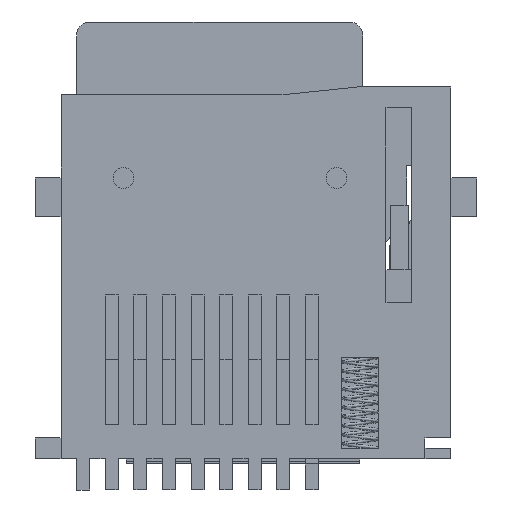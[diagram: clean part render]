
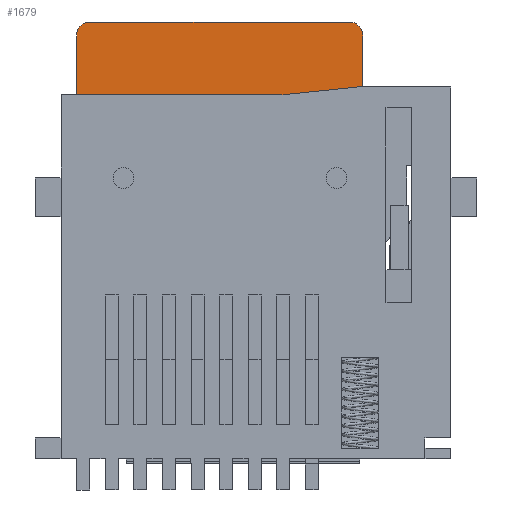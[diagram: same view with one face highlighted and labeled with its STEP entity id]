
A CAD part, front view. The second image highlights one B-rep face of the part: STEP entity #1679.
In plain terms, the highlighted planar face has unit normal (0, -1, 0).
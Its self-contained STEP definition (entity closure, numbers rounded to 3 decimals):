
#469 = PLANE ( 'NONE',  #2641 ) ;
#672 = CARTESIAN_POINT ( 'NONE',  ( -6.9, 1., 0.25 ) ) ;
#1120 = CARTESIAN_POINT ( 'NONE',  ( 3.6, 1., 9.75 ) ) ;
#1541 = VERTEX_POINT ( 'NONE', #8129 ) ;
#1679 = ADVANCED_FACE ( 'NONE', ( #14458 ), #469, .F. ) ;
#1815 = VERTEX_POINT ( 'NONE', #5738 ) ;
#2058 = ORIENTED_EDGE ( 'NONE', *, *, #12598, .T. ) ;
#2274 = DIRECTION ( 'NONE',  ( 0., -1., 0. ) ) ;
#2641 = AXIS2_PLACEMENT_3D ( 'NONE', #5119, #8493, #2886 ) ;
#2886 = DIRECTION ( 'NONE',  ( 0., 0., 1. ) ) ;
#2998 = LINE ( 'NONE', #11437, #4789 ) ;
#3305 = ORIENTED_EDGE ( 'NONE', *, *, #8944, .F. ) ;
#3424 = CARTESIAN_POINT ( 'NONE',  ( -6.9, 1., 0.25 ) ) ;
#3519 = CARTESIAN_POINT ( 'NONE',  ( -6.9, 1., 0.25 ) ) ;
#3536 = EDGE_CURVE ( 'NONE', #4899, #1815, #4748, .T. ) ;
#3630 = DIRECTION ( 'NONE',  ( 0., 0., 1. ) ) ;
#4176 = LINE ( 'NONE', #7862, #5202 ) ;
#4320 = LINE ( 'NONE', #672, #11133 ) ;
#4486 = DIRECTION ( 'NONE',  ( 0., 0., -1. ) ) ;
#4581 = ORIENTED_EDGE ( 'NONE', *, *, #7509, .F. ) ;
#4748 = LINE ( 'NONE', #3519, #13443 ) ;
#4789 = VECTOR ( 'NONE', #9058, 1000. ) ;
#4899 = VERTEX_POINT ( 'NONE', #3424 ) ;
#5119 = CARTESIAN_POINT ( 'NONE',  ( -6.9, 1., 9.75 ) ) ;
#5202 = VECTOR ( 'NONE', #14828, 1000. ) ;
#5315 = EDGE_CURVE ( 'NONE', #6258, #5764, #4176, .T. ) ;
#5439 = EDGE_CURVE ( 'NONE', #9559, #5764, #6928, .T. ) ;
#5738 = CARTESIAN_POINT ( 'NONE',  ( 4.1, 1., 0.25 ) ) ;
#5764 = VERTEX_POINT ( 'NONE', #1120 ) ;
#6035 = CARTESIAN_POINT ( 'NONE',  ( 4.1, 1., 9.25 ) ) ;
#6258 = VERTEX_POINT ( 'NONE', #11512 ) ;
#6420 = VECTOR ( 'NONE', #4486, 1000. ) ;
#6928 = CIRCLE ( 'NONE', #7170, 0.5 ) ;
#7106 = CARTESIAN_POINT ( 'NONE',  ( 3.6, 1., 9.25 ) ) ;
#7170 = AXIS2_PLACEMENT_3D ( 'NONE', #7106, #2274, #3630 ) ;
#7509 = EDGE_CURVE ( 'NONE', #4899, #13542, #4320, .T. ) ;
#7862 = CARTESIAN_POINT ( 'NONE',  ( -6.9, 1., 9.75 ) ) ;
#8046 = DIRECTION ( 'NONE',  ( 0., 0., 1. ) ) ;
#8129 = CARTESIAN_POINT ( 'NONE',  ( -6.9, 1., 9.25 ) ) ;
#8493 = DIRECTION ( 'NONE',  ( 0., 1., 0. ) ) ;
#8863 = DIRECTION ( 'NONE',  ( 0., 0., 1. ) ) ;
#8944 = EDGE_CURVE ( 'NONE', #9559, #1815, #2998, .T. ) ;
#9039 = ORIENTED_EDGE ( 'NONE', *, *, #10683, .T. ) ;
#9058 = DIRECTION ( 'NONE',  ( 0., 0., -1. ) ) ;
#9177 = LINE ( 'NONE', #10181, #6420 ) ;
#9274 = DIRECTION ( 'NONE',  ( 0., -1., 0. ) ) ;
#9559 = VERTEX_POINT ( 'NONE', #6035 ) ;
#9830 = ORIENTED_EDGE ( 'NONE', *, *, #5315, .F. ) ;
#10181 = CARTESIAN_POINT ( 'NONE',  ( -6.9, 1., 9.75 ) ) ;
#10418 = AXIS2_PLACEMENT_3D ( 'NONE', #13935, #9274, #8046 ) ;
#10443 = ORIENTED_EDGE ( 'NONE', *, *, #3536, .T. ) ;
#10683 = EDGE_CURVE ( 'NONE', #1541, #13542, #9177, .T. ) ;
#10721 = EDGE_LOOP ( 'NONE', ( #9039, #4581, #10443, #3305, #13218, #9830, #2058 ) ) ;
#11133 = VECTOR ( 'NONE', #8863, 1000. ) ;
#11437 = CARTESIAN_POINT ( 'NONE',  ( 4.1, 1., 9.75 ) ) ;
#11512 = CARTESIAN_POINT ( 'NONE',  ( -6.4, 1., 9.75 ) ) ;
#12598 = EDGE_CURVE ( 'NONE', #6258, #1541, #14551, .T. ) ;
#12875 = DIRECTION ( 'NONE',  ( 1., 0., 0. ) ) ;
#13218 = ORIENTED_EDGE ( 'NONE', *, *, #5439, .T. ) ;
#13443 = VECTOR ( 'NONE', #12875, 1000. ) ;
#13542 = VERTEX_POINT ( 'NONE', #13634 ) ;
#13634 = CARTESIAN_POINT ( 'NONE',  ( -6.9, 1., 6.95 ) ) ;
#13935 = CARTESIAN_POINT ( 'NONE',  ( -6.4, 1., 9.25 ) ) ;
#14458 = FACE_OUTER_BOUND ( 'NONE', #10721, .T. ) ;
#14551 = CIRCLE ( 'NONE', #10418, 0.5 ) ;
#14828 = DIRECTION ( 'NONE',  ( 1., 0., 0. ) ) ;
